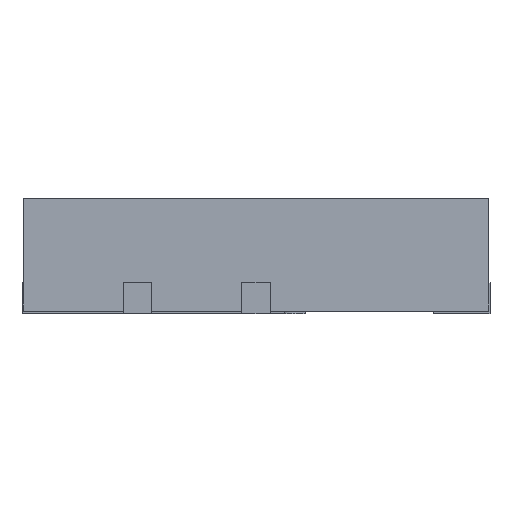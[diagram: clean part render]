
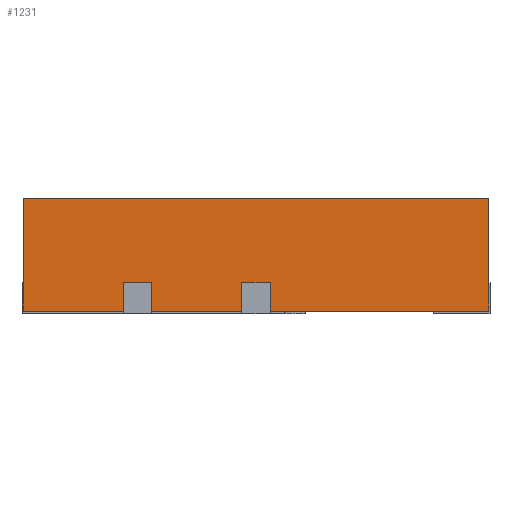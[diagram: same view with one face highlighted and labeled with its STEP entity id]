
A CAD part, left-side view. The second image highlights one B-rep face of the part: STEP entity #1231.
In plain terms, the highlighted planar face has unit normal (-1, 0, 0).
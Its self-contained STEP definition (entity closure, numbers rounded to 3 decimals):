
#139 = CARTESIAN_POINT ( 'NONE',  ( -1.65, 1.65, 0. ) ) ;
#166 = FACE_OUTER_BOUND ( 'NONE', #6122, .T. ) ;
#187 = CARTESIAN_POINT ( 'NONE',  ( -1.65, 0.74, 0.8 ) ) ;
#483 = VECTOR ( 'NONE', #4256, 1000. ) ;
#592 = LINE ( 'NONE', #6073, #1563 ) ;
#673 = EDGE_CURVE ( 'NONE', #2705, #7633, #11124, .T. ) ;
#722 = VECTOR ( 'NONE', #12132, 1000. ) ;
#726 = VERTEX_POINT ( 'NONE', #2282 ) ;
#857 = VERTEX_POINT ( 'NONE', #1401 ) ;
#1231 = ADVANCED_FACE ( 'NONE', ( #166 ), #5546, .F. ) ;
#1401 = CARTESIAN_POINT ( 'NONE',  ( -1.65, 0.94, 0.2 ) ) ;
#1453 = ORIENTED_EDGE ( 'NONE', *, *, #11879, .F. ) ;
#1461 = LINE ( 'NONE', #139, #2308 ) ;
#1563 = VECTOR ( 'NONE', #3338, 1000. ) ;
#1755 = DIRECTION ( 'NONE',  ( 0., 1., 0. ) ) ;
#2082 = LINE ( 'NONE', #3571, #11234 ) ;
#2181 = EDGE_CURVE ( 'NONE', #11690, #5401, #8176, .T. ) ;
#2282 = CARTESIAN_POINT ( 'NONE',  ( -1.65, 0.94, 0. ) ) ;
#2308 = VECTOR ( 'NONE', #14379, 1000. ) ;
#2516 = EDGE_CURVE ( 'NONE', #5000, #5034, #10058, .T. ) ;
#2562 = VECTOR ( 'NONE', #13238, 1000. ) ;
#2695 = CARTESIAN_POINT ( 'NONE',  ( -1.65, -1.65, 0.8 ) ) ;
#2705 = VERTEX_POINT ( 'NONE', #14474 ) ;
#3100 = LINE ( 'NONE', #8174, #4854 ) ;
#3118 = CARTESIAN_POINT ( 'NONE',  ( -1.65, 1.65, 0. ) ) ;
#3284 = CARTESIAN_POINT ( 'NONE',  ( -1.65, -1.65, 0. ) ) ;
#3338 = DIRECTION ( 'NONE',  ( 0., 1., 0. ) ) ;
#3571 = CARTESIAN_POINT ( 'NONE',  ( -1.65, -0.1, 0.8 ) ) ;
#3848 = ORIENTED_EDGE ( 'NONE', *, *, #673, .T. ) ;
#4256 = DIRECTION ( 'NONE',  ( 0., 0., 1. ) ) ;
#4291 = CARTESIAN_POINT ( 'NONE',  ( -1.65, 1.65, 0.8 ) ) ;
#4521 = LINE ( 'NONE', #3118, #10823 ) ;
#4854 = VECTOR ( 'NONE', #8257, 1000. ) ;
#5000 = VERTEX_POINT ( 'NONE', #13287 ) ;
#5034 = VERTEX_POINT ( 'NONE', #6618 ) ;
#5401 = VERTEX_POINT ( 'NONE', #6754 ) ;
#5546 = PLANE ( 'NONE',  #12733 ) ;
#5658 = CARTESIAN_POINT ( 'NONE',  ( -1.65, 1.65, 0. ) ) ;
#5968 = VERTEX_POINT ( 'NONE', #12785 ) ;
#5975 = CARTESIAN_POINT ( 'NONE',  ( -1.65, 0.74, 0.2 ) ) ;
#6073 = CARTESIAN_POINT ( 'NONE',  ( -1.65, 1.65, 0.2 ) ) ;
#6083 = EDGE_CURVE ( 'NONE', #5968, #17252, #8070, .T. ) ;
#6103 = DIRECTION ( 'NONE',  ( 0., -1., 0. ) ) ;
#6122 = EDGE_LOOP ( 'NONE', ( #14349, #14301, #10486, #15268, #3848, #1453, #9402, #10789, #12020, #9771, #14835, #13163 ) ) ;
#6127 = LINE ( 'NONE', #11389, #7616 ) ;
#6226 = DIRECTION ( 'NONE',  ( 0., 0., -1. ) ) ;
#6253 = EDGE_CURVE ( 'NONE', #11690, #857, #592, .T. ) ;
#6618 = CARTESIAN_POINT ( 'NONE',  ( -1.65, 0.1, 0.2 ) ) ;
#6754 = CARTESIAN_POINT ( 'NONE',  ( -1.65, 0.74, 0. ) ) ;
#7033 = CARTESIAN_POINT ( 'NONE',  ( -1.65, -1.65, 0.8 ) ) ;
#7126 = EDGE_CURVE ( 'NONE', #726, #857, #10890, .T. ) ;
#7156 = VECTOR ( 'NONE', #6103, 1000. ) ;
#7320 = EDGE_CURVE ( 'NONE', #17252, #726, #4521, .T. ) ;
#7616 = VECTOR ( 'NONE', #12114, 1000. ) ;
#7633 = VERTEX_POINT ( 'NONE', #3284 ) ;
#8070 = LINE ( 'NONE', #4291, #722 ) ;
#8174 = CARTESIAN_POINT ( 'NONE',  ( -1.65, 0.1, 0.8 ) ) ;
#8176 = LINE ( 'NONE', #187, #8297 ) ;
#8257 = DIRECTION ( 'NONE',  ( 0., 0., 1. ) ) ;
#8297 = VECTOR ( 'NONE', #11987, 1000. ) ;
#8455 = DIRECTION ( 'NONE',  ( 0., -1., 0. ) ) ;
#9067 = DIRECTION ( 'NONE',  ( 0., 1., 0. ) ) ;
#9218 = CARTESIAN_POINT ( 'NONE',  ( -1.65, 0.94, 0.8 ) ) ;
#9402 = ORIENTED_EDGE ( 'NONE', *, *, #12001, .F. ) ;
#9612 = DIRECTION ( 'NONE',  ( 1., 0., 0. ) ) ;
#9771 = ORIENTED_EDGE ( 'NONE', *, *, #7126, .T. ) ;
#10058 = LINE ( 'NONE', #12656, #10468 ) ;
#10468 = VECTOR ( 'NONE', #9067, 1000. ) ;
#10486 = ORIENTED_EDGE ( 'NONE', *, *, #2516, .F. ) ;
#10659 = VERTEX_POINT ( 'NONE', #7033 ) ;
#10789 = ORIENTED_EDGE ( 'NONE', *, *, #6083, .T. ) ;
#10823 = VECTOR ( 'NONE', #8455, 1000. ) ;
#10890 = LINE ( 'NONE', #9218, #483 ) ;
#11124 = LINE ( 'NONE', #16424, #7156 ) ;
#11234 = VECTOR ( 'NONE', #6226, 1000. ) ;
#11389 = CARTESIAN_POINT ( 'NONE',  ( -1.65, 1.65, 0.8 ) ) ;
#11690 = VERTEX_POINT ( 'NONE', #5975 ) ;
#11750 = LINE ( 'NONE', #2695, #2562 ) ;
#11879 = EDGE_CURVE ( 'NONE', #10659, #7633, #11750, .T. ) ;
#11987 = DIRECTION ( 'NONE',  ( 0., 0., -1. ) ) ;
#12001 = EDGE_CURVE ( 'NONE', #5968, #10659, #6127, .T. ) ;
#12020 = ORIENTED_EDGE ( 'NONE', *, *, #7320, .T. ) ;
#12114 = DIRECTION ( 'NONE',  ( 0., -1., 0. ) ) ;
#12132 = DIRECTION ( 'NONE',  ( 0., 0., -1. ) ) ;
#12471 = VERTEX_POINT ( 'NONE', #15091 ) ;
#12643 = EDGE_CURVE ( 'NONE', #5401, #12471, #1461, .T. ) ;
#12656 = CARTESIAN_POINT ( 'NONE',  ( -1.65, 1.65, 0.2 ) ) ;
#12733 = AXIS2_PLACEMENT_3D ( 'NONE', #15016, #9612, #1755 ) ;
#12785 = CARTESIAN_POINT ( 'NONE',  ( -1.65, 1.65, 0.8 ) ) ;
#13163 = ORIENTED_EDGE ( 'NONE', *, *, #2181, .T. ) ;
#13238 = DIRECTION ( 'NONE',  ( 0., 0., -1. ) ) ;
#13287 = CARTESIAN_POINT ( 'NONE',  ( -1.65, -0.1, 0.2 ) ) ;
#13559 = EDGE_CURVE ( 'NONE', #5000, #2705, #2082, .T. ) ;
#13921 = EDGE_CURVE ( 'NONE', #12471, #5034, #3100, .T. ) ;
#14301 = ORIENTED_EDGE ( 'NONE', *, *, #13921, .T. ) ;
#14349 = ORIENTED_EDGE ( 'NONE', *, *, #12643, .T. ) ;
#14379 = DIRECTION ( 'NONE',  ( 0., -1., 0. ) ) ;
#14474 = CARTESIAN_POINT ( 'NONE',  ( -1.65, -0.1, 0. ) ) ;
#14835 = ORIENTED_EDGE ( 'NONE', *, *, #6253, .F. ) ;
#15016 = CARTESIAN_POINT ( 'NONE',  ( -1.65, 1.65, 0.8 ) ) ;
#15091 = CARTESIAN_POINT ( 'NONE',  ( -1.65, 0.1, 0. ) ) ;
#15268 = ORIENTED_EDGE ( 'NONE', *, *, #13559, .T. ) ;
#16424 = CARTESIAN_POINT ( 'NONE',  ( -1.65, 1.65, 0. ) ) ;
#17252 = VERTEX_POINT ( 'NONE', #5658 ) ;
